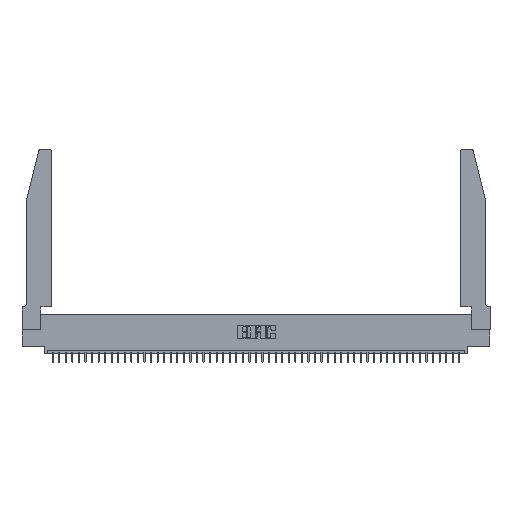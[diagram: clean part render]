
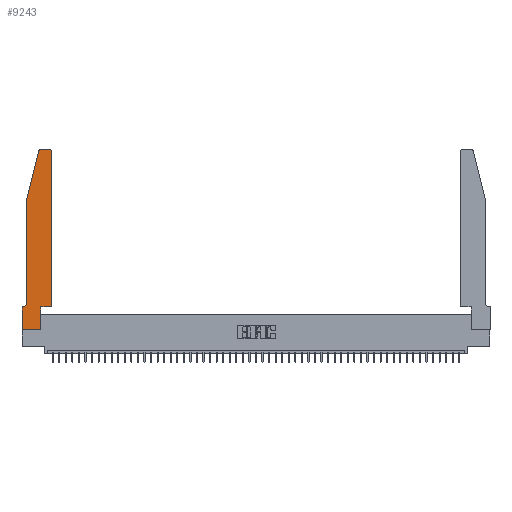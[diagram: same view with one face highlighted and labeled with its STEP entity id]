
A CAD part, top view. The second image highlights one B-rep face of the part: STEP entity #9243.
In plain terms, the highlighted planar face has unit normal (0, 0, 1).
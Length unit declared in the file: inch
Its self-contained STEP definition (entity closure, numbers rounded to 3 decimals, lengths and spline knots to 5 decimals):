
#822 = ORIENTED_EDGE ( 'NONE', *, *, #45068, .T. ) ;
#1044 = EDGE_CURVE ( 'NONE', #42285, #2325, #36468, .T. ) ;
#2325 = VERTEX_POINT ( 'NONE', #40469 ) ;
#2443 = CARTESIAN_POINT ( 'NONE',  ( 0.4205, 2.72, 0.37 ) ) ;
#2558 = CARTESIAN_POINT ( 'NONE',  ( 0., 0.35, 0.37 ) ) ;
#3039 = VECTOR ( 'NONE', #48556, 39.37008 ) ;
#3066 = CARTESIAN_POINT ( 'NONE',  ( 0.4505, 0.35, 0.37 ) ) ;
#3593 = LINE ( 'NONE', #3066, #42140 ) ;
#4256 = CARTESIAN_POINT ( 'NONE',  ( 0., 0., 0.37 ) ) ;
#5434 = LINE ( 'NONE', #21636, #3039 ) ;
#6365 = LINE ( 'NONE', #23075, #24152 ) ;
#6934 = CARTESIAN_POINT ( 'NONE',  ( 0.4505, 0.35, 0.37 ) ) ;
#7563 = DIRECTION ( 'NONE',  ( 0., 1., 0. ) ) ;
#7618 = EDGE_CURVE ( 'NONE', #36427, #42285, #19546, .T. ) ;
#8354 = ORIENTED_EDGE ( 'NONE', *, *, #40992, .T. ) ;
#9184 = AXIS2_PLACEMENT_3D ( 'NONE', #2443, #34548, #19418 ) ;
#9243 = ADVANCED_FACE ( 'NONE', ( #28987 ), #44932, .T. ) ;
#9849 = DIRECTION ( 'NONE',  ( -1., 0., 0. ) ) ;
#9959 = VERTEX_POINT ( 'NONE', #16567 ) ;
#10003 = CIRCLE ( 'NONE', #9184, 0.03 ) ;
#10396 = EDGE_LOOP ( 'NONE', ( #39849, #48729, #35071, #29902, #43539, #46052, #8354, #37022, #822, #23266, #37191, #43253 ) ) ;
#11695 = DIRECTION ( 'NONE',  ( 0., 1., 0. ) ) ;
#14148 = CARTESIAN_POINT ( 'NONE',  ( 0.284, 2.72, 0.37 ) ) ;
#14505 = VECTOR ( 'NONE', #7563, 39.37008 ) ;
#16090 = CARTESIAN_POINT ( 'NONE',  ( 0.2865, 0.35, 0.37 ) ) ;
#16567 = CARTESIAN_POINT ( 'NONE',  ( 0.4505, 2.72, 0.37 ) ) ;
#19418 = DIRECTION ( 'NONE',  ( 1., 0., 0. ) ) ;
#19546 = CIRCLE ( 'NONE', #32866, 0.03 ) ;
#19779 = CARTESIAN_POINT ( 'NONE',  ( 0.0755, 0.42, 0.37 ) ) ;
#19866 = LINE ( 'NONE', #51197, #14505 ) ;
#21174 = CARTESIAN_POINT ( 'NONE',  ( 0., 0.35, 0.37 ) ) ;
#21636 = CARTESIAN_POINT ( 'NONE',  ( 0.2605, 2.75, 0.37 ) ) ;
#21881 = DIRECTION ( 'NONE',  ( 0., 0., -1. ) ) ;
#22800 = CARTESIAN_POINT ( 'NONE',  ( 0., 0., 0.37 ) ) ;
#23075 = CARTESIAN_POINT ( 'NONE',  ( 0.4505, 0.35, 0.37 ) ) ;
#23177 = VECTOR ( 'NONE', #38789, 39.37008 ) ;
#23266 = ORIENTED_EDGE ( 'NONE', *, *, #35029, .T. ) ;
#23595 = EDGE_CURVE ( 'NONE', #23870, #48896, #24323, .T. ) ;
#23870 = VERTEX_POINT ( 'NONE', #19779 ) ;
#24152 = VECTOR ( 'NONE', #38994, 39.37008 ) ;
#24323 = CIRCLE ( 'NONE', #44331, 0.07 ) ;
#25025 = CARTESIAN_POINT ( 'NONE',  ( 0.0055, 0.42, 0.37 ) ) ;
#26927 = DIRECTION ( 'NONE',  ( 0., 0., 1. ) ) ;
#27998 = AXIS2_PLACEMENT_3D ( 'NONE', #21174, #29499, #37090 ) ;
#28817 = CARTESIAN_POINT ( 'NONE',  ( 0.2865, 0., 0.37 ) ) ;
#28987 = FACE_OUTER_BOUND ( 'NONE', #10396, .T. ) ;
#29308 = CARTESIAN_POINT ( 'NONE',  ( 0.0055, 0.35, 0.37 ) ) ;
#29499 = DIRECTION ( 'NONE',  ( 0., 0., 1. ) ) ;
#29902 = ORIENTED_EDGE ( 'NONE', *, *, #48309, .T. ) ;
#29945 = EDGE_CURVE ( 'NONE', #39100, #9959, #3593, .T. ) ;
#30372 = CARTESIAN_POINT ( 'NONE',  ( 0.25487, 2.72718, 0.37 ) ) ;
#31191 = EDGE_CURVE ( 'NONE', #45438, #36427, #5434, .T. ) ;
#31720 = CARTESIAN_POINT ( 'NONE',  ( 0.284, 2.75, 0.37 ) ) ;
#32023 = DIRECTION ( 'NONE',  ( 0., -1., 0. ) ) ;
#32866 = AXIS2_PLACEMENT_3D ( 'NONE', #14148, #26927, #42860 ) ;
#33069 = EDGE_CURVE ( 'NONE', #48896, #46544, #34093, .T. ) ;
#33338 = VECTOR ( 'NONE', #35855, 39.37008 ) ;
#33754 = CARTESIAN_POINT ( 'NONE',  ( 0., 0., 0.37 ) ) ;
#34093 = LINE ( 'NONE', #34611, #23177 ) ;
#34548 = DIRECTION ( 'NONE',  ( 0., 0., 1. ) ) ;
#34611 = CARTESIAN_POINT ( 'NONE',  ( 0.0755, 0.35, 0.37 ) ) ;
#35029 = EDGE_CURVE ( 'NONE', #41975, #39100, #6365, .T. ) ;
#35046 = LINE ( 'NONE', #22800, #35202 ) ;
#35071 = ORIENTED_EDGE ( 'NONE', *, *, #1044, .T. ) ;
#35202 = VECTOR ( 'NONE', #38714, 39.37008 ) ;
#35855 = DIRECTION ( 'NONE',  ( 1., 0., 0. ) ) ;
#36206 = LINE ( 'NONE', #39609, #48927 ) ;
#36427 = VERTEX_POINT ( 'NONE', #31720 ) ;
#36468 = LINE ( 'NONE', #45066, #38393 ) ;
#37022 = ORIENTED_EDGE ( 'NONE', *, *, #38328, .T. ) ;
#37090 = DIRECTION ( 'NONE',  ( 1., 0., 0. ) ) ;
#37191 = ORIENTED_EDGE ( 'NONE', *, *, #29945, .T. ) ;
#38130 = EDGE_CURVE ( 'NONE', #9959, #45438, #10003, .T. ) ;
#38328 = EDGE_CURVE ( 'NONE', #44521, #44422, #43708, .T. ) ;
#38393 = VECTOR ( 'NONE', #40638, 39.37008 ) ;
#38714 = DIRECTION ( 'NONE',  ( 0., -1., 0. ) ) ;
#38789 = DIRECTION ( 'NONE',  ( -1., 0., 0. ) ) ;
#38994 = DIRECTION ( 'NONE',  ( 1., 0., 0. ) ) ;
#39100 = VERTEX_POINT ( 'NONE', #6934 ) ;
#39609 = CARTESIAN_POINT ( 'NONE',  ( 0.0755, 2., 0.37 ) ) ;
#39849 = ORIENTED_EDGE ( 'NONE', *, *, #31191, .T. ) ;
#40469 = CARTESIAN_POINT ( 'NONE',  ( 0.0755, 2., 0.37 ) ) ;
#40638 = DIRECTION ( 'NONE',  ( -0.239, -0.971, 0. ) ) ;
#40992 = EDGE_CURVE ( 'NONE', #46544, #44521, #35046, .T. ) ;
#41975 = VERTEX_POINT ( 'NONE', #16090 ) ;
#42140 = VECTOR ( 'NONE', #11695, 39.37008 ) ;
#42285 = VERTEX_POINT ( 'NONE', #30372 ) ;
#42860 = DIRECTION ( 'NONE',  ( 1., 0., 0. ) ) ;
#43253 = ORIENTED_EDGE ( 'NONE', *, *, #38130, .T. ) ;
#43539 = ORIENTED_EDGE ( 'NONE', *, *, #23595, .T. ) ;
#43564 = CARTESIAN_POINT ( 'NONE',  ( 0.4205, 2.75, 0.37 ) ) ;
#43708 = LINE ( 'NONE', #4256, #33338 ) ;
#44331 = AXIS2_PLACEMENT_3D ( 'NONE', #25025, #21881, #9849 ) ;
#44422 = VERTEX_POINT ( 'NONE', #28817 ) ;
#44521 = VERTEX_POINT ( 'NONE', #33754 ) ;
#44932 = PLANE ( 'NONE',  #27998 ) ;
#45066 = CARTESIAN_POINT ( 'NONE',  ( 0.0755, 2., 0.37 ) ) ;
#45068 = EDGE_CURVE ( 'NONE', #44422, #41975, #19866, .T. ) ;
#45438 = VERTEX_POINT ( 'NONE', #43564 ) ;
#46052 = ORIENTED_EDGE ( 'NONE', *, *, #33069, .T. ) ;
#46544 = VERTEX_POINT ( 'NONE', #2558 ) ;
#48309 = EDGE_CURVE ( 'NONE', #2325, #23870, #36206, .T. ) ;
#48556 = DIRECTION ( 'NONE',  ( -1., 0., 0. ) ) ;
#48729 = ORIENTED_EDGE ( 'NONE', *, *, #7618, .T. ) ;
#48896 = VERTEX_POINT ( 'NONE', #29308 ) ;
#48927 = VECTOR ( 'NONE', #32023, 39.37008 ) ;
#51197 = CARTESIAN_POINT ( 'NONE',  ( 0.2865, 0.35, 0.37 ) ) ;
